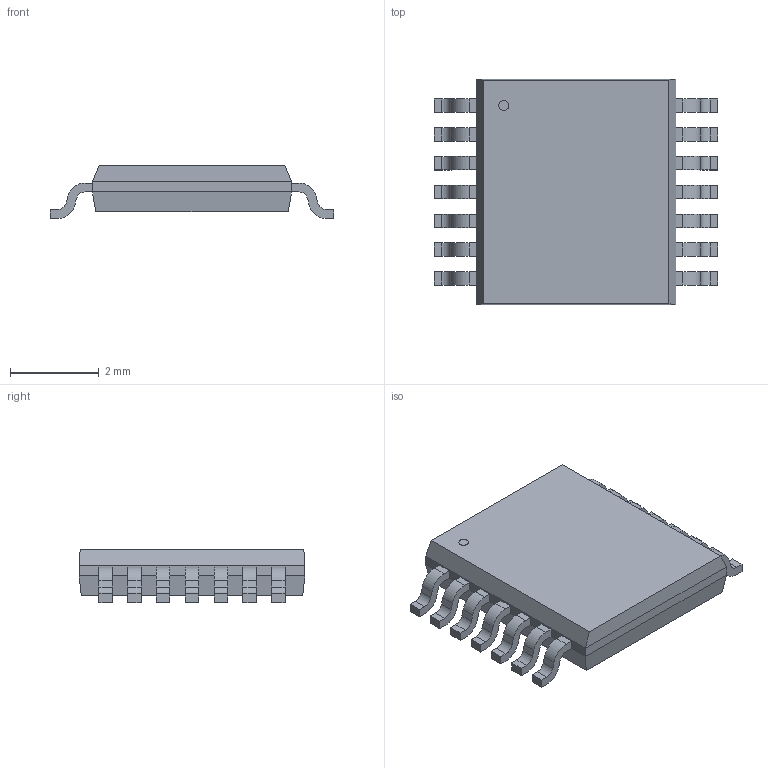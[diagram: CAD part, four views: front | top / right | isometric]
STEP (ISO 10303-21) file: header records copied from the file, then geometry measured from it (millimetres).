
FILE_DESCRIPTION(('STEP AP214'),'1');
FILE_NAME('TSSOP14_MC','2019-04-02T13:31:32',(''),(''),'','','');
FILE_SCHEMA(('AUTOMOTIVE_DESIGN'));
Length unit declared in the file: millimetre
Products named in the file (1): product
Bounding box: 6.4 x 5.1 x 1.2 mm (x, y, z)
Volume: 0 mm3; surface area: 83 mm2
Topology: 1 solids, 211 shells, 213 faces, 1067 edges, 1066 vertices
Faces by surface type: plane 156, cylinder 57
Full cylindrical faces by diameter (mm): 0.225 x1
Entity records: 11802 total; most frequent: CARTESIAN_POINT 2347, VERTEX_POINT 2130, DIRECTION 1722, ORIENTED_EDGE 1068, EDGE_CURVE 1066, LINE 840, VECTOR 840, AXIS2_PLACEMENT_3D 441
